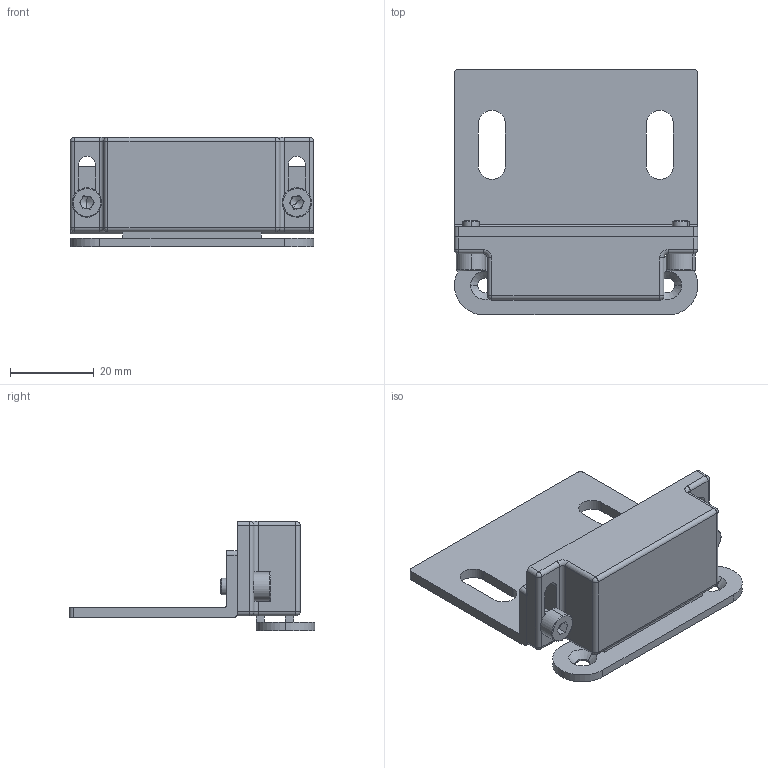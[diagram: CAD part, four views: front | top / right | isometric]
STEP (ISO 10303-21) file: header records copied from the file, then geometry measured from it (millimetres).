
FILE_DESCRIPTION (( 'STEP AP214' ), '1' );
FILE_NAME ('Çàìîê ìàãíèòíûé (â ñáîðå).STEP', '2025-09-08T12:43:13', ( '' ), ( '' ), 'SwSTEP 2.0', 'SolidWorks 2021', '' );
FILE_SCHEMA (( 'AUTOMOTIVE_DESIGN' ));
Length unit declared in the file: millimetre
Products named in the file (6): Çàìîê ìàãíèòíûé (â ñáîðå); socket head cap screw_iso_ISO 4762 M4 x 8 - 8N; Ìàãíèòû; ﾊ煇鳫; 砑鳧罻; 扻豵鵨
Assembly tree (6 placements, depth 2):
  Çàìîê ìàãíèòíûé (â ñáîðå)
    扻豵鵨
    ﾊ煇鳫
    Ìàãíèòû
    砑鳧罻
    socket head cap screw_iso_ISO 4762 M4 x 8 - 8N  x2
Bounding box: 58.08 x 58.5 x 26 mm (x, y, z)
Volume: 24515 mm3; surface area: 13973.5 mm2
Topology: 7 solids, 7 shells, 159 faces, 373 edges, 220 vertices
Faces by surface type: plane 72, cylinder 55, torus 12, cone 12, sphere 8
Entity records: 4014 total; most frequent: DIRECTION 713, CARTESIAN_POINT 633, ORIENTED_EDGE 610, EDGE_CURVE 305, AXIS2_PLACEMENT_3D 267, VERTEX_POINT 187, LINE 179, VECTOR 179
